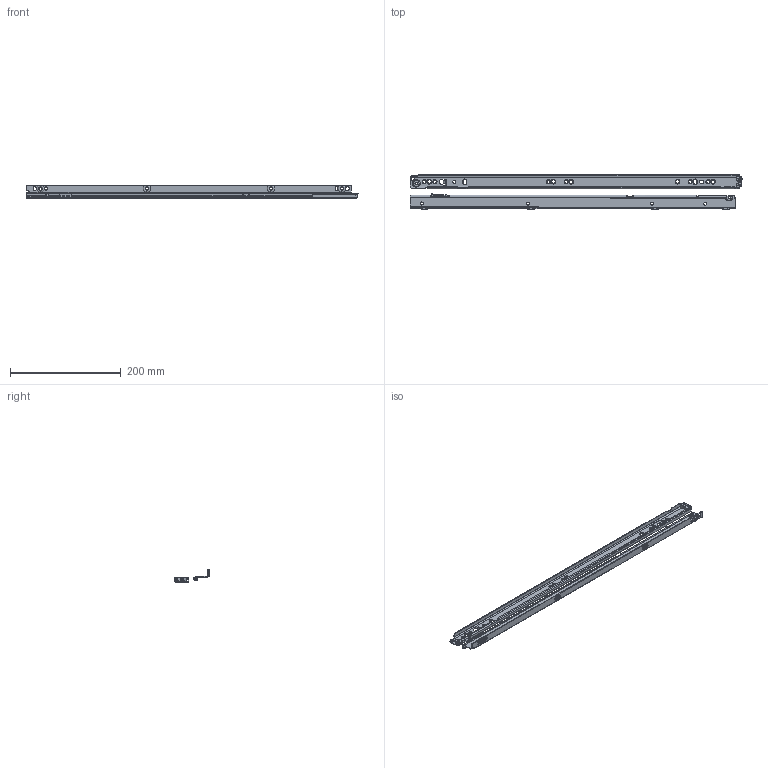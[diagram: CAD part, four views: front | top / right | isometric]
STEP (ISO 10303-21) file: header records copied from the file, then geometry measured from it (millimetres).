
FILE_DESCRIPTION (( 'STEP AP214' ), '1' );
FILE_NAME ('FR_6500.0600mm_24inch_closed_left.STEP', '2022-11-15T13:57:02', ( '' ), ( '' ), 'SwSTEP 2.0', 'SolidWorks 2020', '' );
FILE_SCHEMA (( 'AUTOMOTIVE_DESIGN' ));
Length unit declared in the file: millimetre
Products named in the file (6): 6500.XXX-01.0000.LI_NL =  600; 6500.XXX-01.0000.li_NL 600; 6500.XXX-03.0000.li_NL 600; AG-008; 6500.XXX-03.0000.LI_NL =  600; FR_6500.0600mm_24inch_closed_left
Assembly tree (5 placements, depth 3):
  FR_6500.0600mm_24inch_closed_left
    6500.XXX-01.0000.LI_NL =  600
      6500.XXX-01.0000.li_NL 600
      AG-008
    6500.XXX-03.0000.LI_NL =  600
      6500.XXX-03.0000.li_NL 600
Bounding box: 599.3 x 62.58 x 23.24 mm (x, y, z)
Volume: 72384.4 mm3; surface area: 101726.4 mm2
Topology: 3 solids, 3 shells, 846 faces, 2094 edges, 1290 vertices
Faces by surface type: cylinder 332, plane 319, cone 94, torus 53, bspline 44, sphere 4
Entity records: 27726 total; most frequent: CARTESIAN_POINT 7623, DIRECTION 4207, ORIENTED_EDGE 4176, EDGE_CURVE 2088, AXIS2_PLACEMENT_3D 1633, VERTEX_POINT 1290, EDGE_LOOP 958, LINE 941
